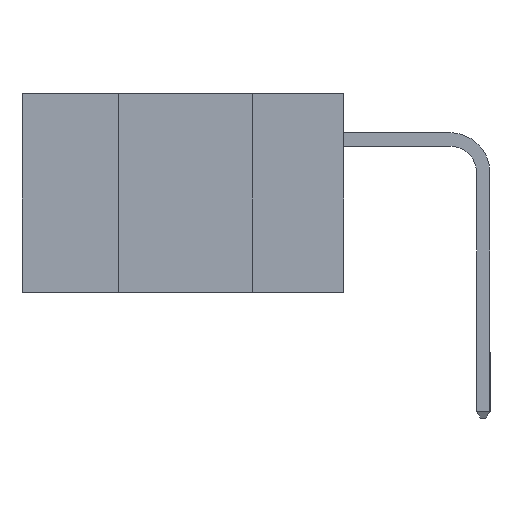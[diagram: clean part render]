
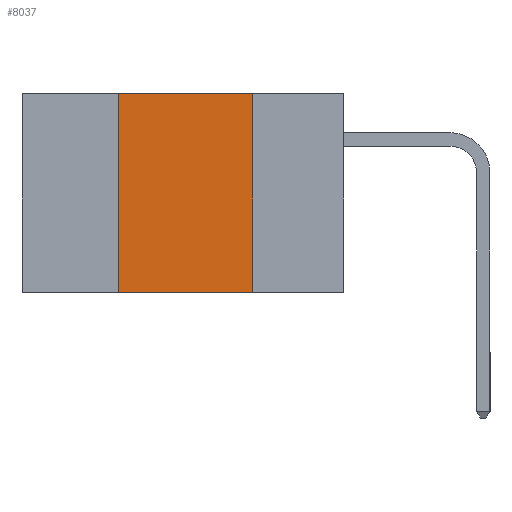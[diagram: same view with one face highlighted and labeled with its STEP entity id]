
A CAD part, left-side view. The second image highlights one B-rep face of the part: STEP entity #8037.
In plain terms, the highlighted planar face has unit normal (-1, 0, 0).
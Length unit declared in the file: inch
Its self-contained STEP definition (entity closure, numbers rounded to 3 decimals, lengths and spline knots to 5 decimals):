
#357 = EDGE_CURVE ( 'NONE', #10723, #3826, #5795, .T. ) ;
#417 = CARTESIAN_POINT ( 'NONE',  ( 0., 0.6, 0. ) ) ;
#533 = DIRECTION ( 'NONE',  ( 1., 0., 0. ) ) ;
#1456 = CARTESIAN_POINT ( 'NONE',  ( 0., 0.6, 0. ) ) ;
#1777 = DIRECTION ( 'NONE',  ( 0., 0., -1. ) ) ;
#1913 = VECTOR ( 'NONE', #1777, 39.37008 ) ;
#2113 = CARTESIAN_POINT ( 'NONE',  ( 0., 0.17, -0.37 ) ) ;
#2647 = DIRECTION ( 'NONE',  ( 0., -1., 0. ) ) ;
#3206 = VERTEX_POINT ( 'NONE', #8472 ) ;
#3826 = VERTEX_POINT ( 'NONE', #8691 ) ;
#4174 = DIRECTION ( 'NONE',  ( 0., 0., -1. ) ) ;
#4379 = CARTESIAN_POINT ( 'NONE',  ( 0., 0.17, -0.37 ) ) ;
#5211 = ORIENTED_EDGE ( 'NONE', *, *, #8963, .F. ) ;
#5253 = CARTESIAN_POINT ( 'NONE',  ( 0., 0.42, 0. ) ) ;
#5313 = DIRECTION ( 'NONE',  ( 0., 0., 1. ) ) ;
#5753 = VERTEX_POINT ( 'NONE', #2113 ) ;
#5795 = LINE ( 'NONE', #417, #11246 ) ;
#5862 = ORIENTED_EDGE ( 'NONE', *, *, #357, .F. ) ;
#5881 = VECTOR ( 'NONE', #2647, 39.37008 ) ;
#6463 = EDGE_CURVE ( 'NONE', #3826, #5753, #10154, .T. ) ;
#7188 = CARTESIAN_POINT ( 'NONE',  ( 0., 0.42, -0.37 ) ) ;
#7498 = VECTOR ( 'NONE', #5313, 39.37008 ) ;
#7590 = ORIENTED_EDGE ( 'NONE', *, *, #8581, .T. ) ;
#8037 = ADVANCED_FACE ( 'NONE', ( #9912 ), #8994, .F. ) ;
#8194 = CARTESIAN_POINT ( 'NONE',  ( 0., 0.6, -0.37 ) ) ;
#8251 = LINE ( 'NONE', #8194, #5881 ) ;
#8472 = CARTESIAN_POINT ( 'NONE',  ( 0., 0.42, -0.37 ) ) ;
#8581 = EDGE_CURVE ( 'NONE', #3206, #5753, #8251, .T. ) ;
#8691 = CARTESIAN_POINT ( 'NONE',  ( 0., 0.17, 0. ) ) ;
#8963 = EDGE_CURVE ( 'NONE', #3206, #10723, #11027, .T. ) ;
#8994 = PLANE ( 'NONE',  #11176 ) ;
#9208 = EDGE_LOOP ( 'NONE', ( #10227, #5862, #5211, #7590 ) ) ;
#9912 = FACE_OUTER_BOUND ( 'NONE', #9208, .T. ) ;
#10154 = LINE ( 'NONE', #4379, #1913 ) ;
#10227 = ORIENTED_EDGE ( 'NONE', *, *, #6463, .F. ) ;
#10343 = DIRECTION ( 'NONE',  ( 0., -1., 0. ) ) ;
#10723 = VERTEX_POINT ( 'NONE', #5253 ) ;
#11027 = LINE ( 'NONE', #7188, #7498 ) ;
#11176 = AXIS2_PLACEMENT_3D ( 'NONE', #1456, #533, #4174 ) ;
#11246 = VECTOR ( 'NONE', #10343, 39.37008 ) ;
